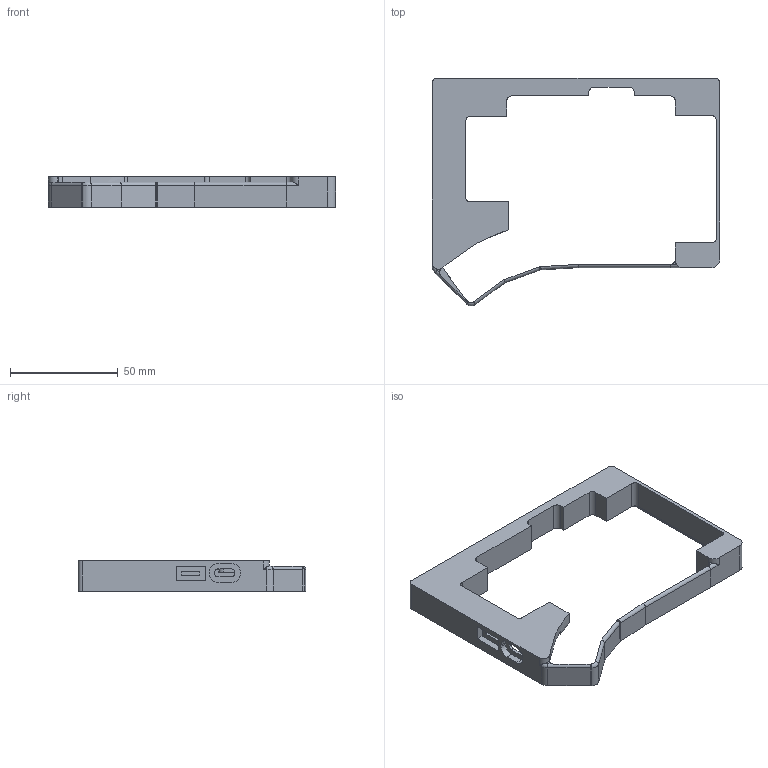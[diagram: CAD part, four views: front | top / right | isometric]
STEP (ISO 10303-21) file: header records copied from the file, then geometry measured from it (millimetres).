
FILE_DESCRIPTION(('HOOPS Exchange Step'),'2;1');
FILE_NAME('temp_export','2024-04-21T18:15:41+02:00',('anaumann'),('Shapr3D Limited'),'HOOPS Exchange 2023.2','Shapr3D','Authorized');
FILE_SCHEMA( ('AUTOMOTIVE_DESIGN { 1 0 10303 214 1 1 1 1 }') );
Length unit declared in the file: millimetre
Products named in the file (1): root
Bounding box: 132.95 x 105.43 x 14.1 mm (x, y, z)
Volume: 31671.9 mm3; surface area: 19916.6 mm2
Topology: 1 solids, 1 shells, 173 faces, 465 edges, 302 vertices
Faces by surface type: plane 113, cylinder 57, torus 3
Full cylindrical faces by diameter (mm): 1.8 x1, 2 x3, 3.6 x3
Entity records: 5576 total; most frequent: CARTESIAN_POINT 1118, ORIENTED_EDGE 930, DIRECTION 917, EDGE_CURVE 465, VECTOR 345, LINE 345, VERTEX_POINT 302, AXIS2_PLACEMENT_3D 286
